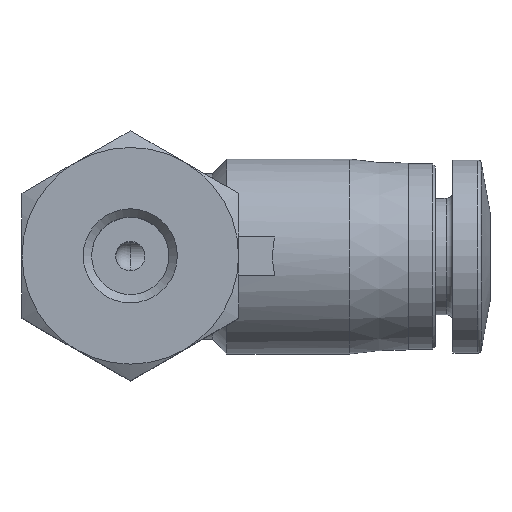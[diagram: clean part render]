
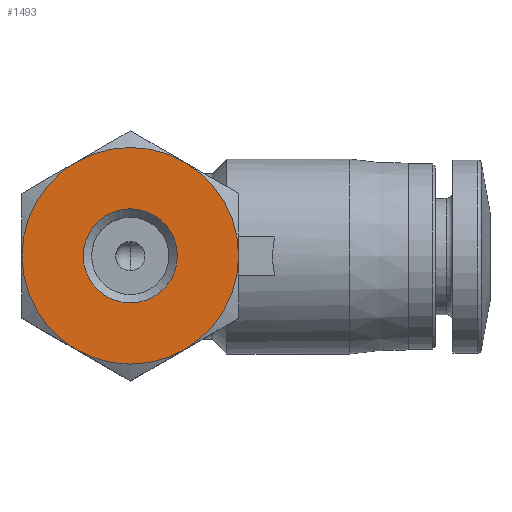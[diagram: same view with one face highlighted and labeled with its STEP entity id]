
A CAD part, top view. The second image highlights one B-rep face of the part: STEP entity #1493.
In plain terms, the highlighted planar face has unit normal (0, 0, 1).
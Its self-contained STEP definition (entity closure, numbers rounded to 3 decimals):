
#37=PLANE('',#1608);
#414=ORIENTED_EDGE('',*,*,#620,.F.);
#415=ORIENTED_EDGE('',*,*,#619,.F.);
#416=ORIENTED_EDGE('',*,*,#621,.F.);
#417=ORIENTED_EDGE('',*,*,#618,.F.);
#418=ORIENTED_EDGE('',*,*,#617,.F.);
#419=ORIENTED_EDGE('',*,*,#616,.F.);
#420=ORIENTED_EDGE('',*,*,#615,.T.);
#615=EDGE_CURVE('',#731,#731,#765,.T.);
#616=EDGE_CURVE('',#705,#713,#766,.T.);
#617=EDGE_CURVE('',#713,#721,#767,.T.);
#618=EDGE_CURVE('',#721,#727,#768,.T.);
#619=EDGE_CURVE('',#689,#697,#769,.T.);
#620=EDGE_CURVE('',#697,#705,#770,.T.);
#621=EDGE_CURVE('',#727,#689,#771,.T.);
#689=VERTEX_POINT('',#2158);
#697=VERTEX_POINT('',#2195);
#705=VERTEX_POINT('',#2232);
#713=VERTEX_POINT('',#2269);
#721=VERTEX_POINT('',#2306);
#727=VERTEX_POINT('',#2340);
#731=VERTEX_POINT('',#2355);
#765=CIRCLE('',#1597,2.413);
#766=CIRCLE('',#1599,5.555);
#767=CIRCLE('',#1601,5.555);
#768=CIRCLE('',#1603,5.555);
#769=CIRCLE('',#1605,5.555);
#770=CIRCLE('',#1607,5.555);
#771=CIRCLE('',#1609,5.555);
#848=EDGE_LOOP('',(#414,#415,#416,#417,#418,#419));
#849=EDGE_LOOP('',(#420));
#939=FACE_BOUND('',#848,.T.);
#940=FACE_BOUND('',#849,.T.);
#1493=ADVANCED_FACE('',(#939,#940),#37,.F.);
#1597=AXIS2_PLACEMENT_3D('',#2354,#1829,#1830);
#1599=AXIS2_PLACEMENT_3D('',#2357,#1833,#1834);
#1601=AXIS2_PLACEMENT_3D('',#2359,#1837,#1838);
#1603=AXIS2_PLACEMENT_3D('',#2361,#1841,#1842);
#1605=AXIS2_PLACEMENT_3D('',#2363,#1845,#1846);
#1607=AXIS2_PLACEMENT_3D('',#2365,#1849,#1850);
#1608=AXIS2_PLACEMENT_3D('',#2366,#1851,#1852);
#1609=AXIS2_PLACEMENT_3D('',#2367,#1853,#1854);
#1829=DIRECTION('',(0.,0.,-1.));
#1830=DIRECTION('',(-1.,0.,0.));
#1833=DIRECTION('',(0.,0.,-1.));
#1834=DIRECTION('',(-1.,0.,0.));
#1837=DIRECTION('',(0.,0.,-1.));
#1838=DIRECTION('',(-1.,0.,0.));
#1841=DIRECTION('',(0.,0.,-1.));
#1842=DIRECTION('',(-1.,0.,0.));
#1845=DIRECTION('',(0.,0.,-1.));
#1846=DIRECTION('',(-1.,0.,0.));
#1849=DIRECTION('',(0.,0.,-1.));
#1850=DIRECTION('',(-1.,0.,0.));
#1851=DIRECTION('',(0.,0.,-1.));
#1852=DIRECTION('',(-1.,0.,0.));
#1853=DIRECTION('',(0.,0.,-1.));
#1854=DIRECTION('',(-1.,0.,0.));
#2158=CARTESIAN_POINT('',(-5.555,0.,21.5));
#2195=CARTESIAN_POINT('',(-2.778,4.811,21.5));
#2232=CARTESIAN_POINT('',(2.778,4.811,21.5));
#2269=CARTESIAN_POINT('',(5.555,0.,21.5));
#2306=CARTESIAN_POINT('',(2.778,-4.811,21.5));
#2340=CARTESIAN_POINT('',(-2.778,-4.811,21.5));
#2354=CARTESIAN_POINT('',(0.,0.,21.5));
#2355=CARTESIAN_POINT('',(-2.413,0.,21.5));
#2357=CARTESIAN_POINT('',(0.,0.,21.5));
#2359=CARTESIAN_POINT('',(0.,0.,21.5));
#2361=CARTESIAN_POINT('',(0.,0.,21.5));
#2363=CARTESIAN_POINT('',(0.,0.,21.5));
#2365=CARTESIAN_POINT('',(0.,0.,21.5));
#2366=CARTESIAN_POINT('',(0.,0.,21.5));
#2367=CARTESIAN_POINT('',(0.,0.,21.5));
